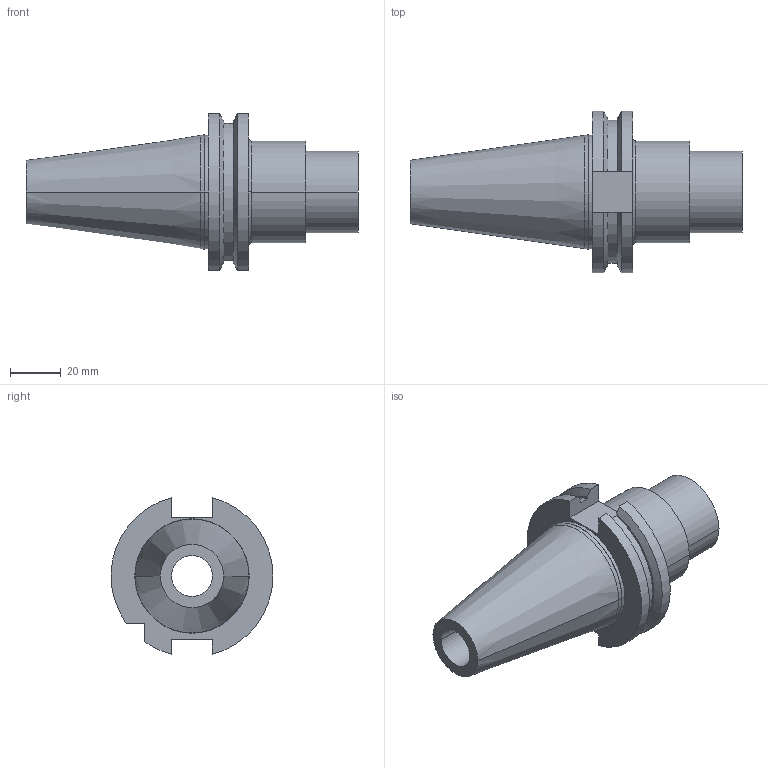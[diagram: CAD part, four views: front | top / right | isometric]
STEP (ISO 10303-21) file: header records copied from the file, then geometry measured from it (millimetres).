
FILE_DESCRIPTION((''),'2;1');
FILE_NAME('84424162','2020-01-28T10:06:16',('Thiemer'),(''),'CREO PARAMETRIC BY PTC INC, 2018400','CREO PARAMETRIC BY PTC INC, 2018400','');
FILE_SCHEMA(('AUTOMOTIVE_DESIGN { 1 0 10303 214 1 1 1 1 }'));
Length unit declared in the file: millimetre
Products named in the file (1): 84424162
Bounding box: 130.3 x 63.54 x 61.48 mm (x, y, z)
Volume: 127366.4 mm3; surface area: 28203.4 mm2
Topology: 1 solids, 1 shells, 54 faces, 135 edges, 88 vertices
Faces by surface type: plane 21, cylinder 19, cone 12, torus 2
Entity records: 2593 total; most frequent: CARTESIAN_POINT 349, DIRECTION 333, ORIENTED_EDGE 270, PRESENTATION_STYLE_ASSIGNMENT 163, STYLED_ITEM 163, CURVE_STYLE 162, EDGE_CURVE 135, AXIS2_PLACEMENT_3D 128
